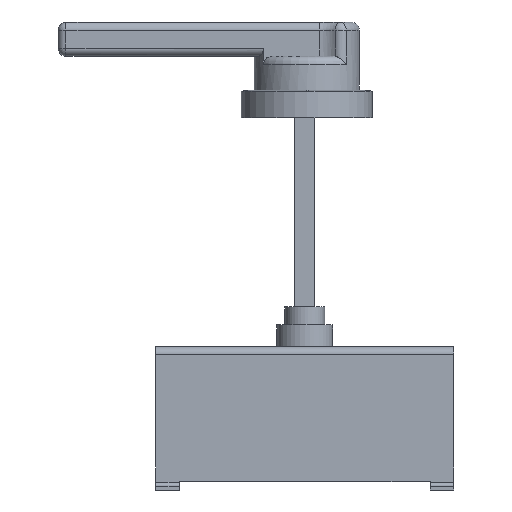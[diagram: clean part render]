
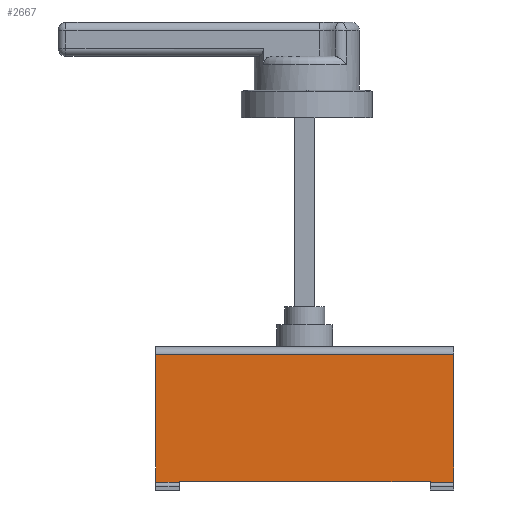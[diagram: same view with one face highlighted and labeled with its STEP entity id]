
A CAD part, front view. The second image highlights one B-rep face of the part: STEP entity #2667.
In plain terms, the highlighted planar face has unit normal (0, -1, 0).
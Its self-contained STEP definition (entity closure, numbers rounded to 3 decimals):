
#18 = CARTESIAN_POINT ( 'NONE',  ( 63., -93., 10.144 ) ) ;
#68 = DIRECTION ( 'NONE',  ( 0., 0., 1. ) ) ;
#132 = CARTESIAN_POINT ( 'NONE',  ( -63., -93., 10.144 ) ) ;
#170 = VECTOR ( 'NONE', #5597, 1000. ) ;
#175 = CARTESIAN_POINT ( 'NONE',  ( -75., -93., 78. ) ) ;
#263 = EDGE_LOOP ( 'NONE', ( #3728, #752, #1663, #5738, #3843, #3093, #4368, #5115 ) ) ;
#302 = VECTOR ( 'NONE', #620, 1000. ) ;
#469 = CARTESIAN_POINT ( 'NONE',  ( -75., -93., 10. ) ) ;
#492 = EDGE_CURVE ( 'NONE', #5113, #5386, #2774, .T. ) ;
#593 = CARTESIAN_POINT ( 'NONE',  ( -63., -93., 10. ) ) ;
#620 = DIRECTION ( 'NONE',  ( 0., 0., -1. ) ) ;
#752 = ORIENTED_EDGE ( 'NONE', *, *, #3927, .F. ) ;
#804 = CARTESIAN_POINT ( 'NONE',  ( -63., -93., 10.144 ) ) ;
#939 = CARTESIAN_POINT ( 'NONE',  ( -75., -93., 10. ) ) ;
#1184 = VECTOR ( 'NONE', #3181, 1000. ) ;
#1267 = LINE ( 'NONE', #469, #4534 ) ;
#1364 = CARTESIAN_POINT ( 'NONE',  ( 63., -93., 6. ) ) ;
#1586 = CARTESIAN_POINT ( 'NONE',  ( 75., -93., 78. ) ) ;
#1649 = DIRECTION ( 'NONE',  ( 0., 0., 1. ) ) ;
#1663 = ORIENTED_EDGE ( 'NONE', *, *, #2056, .F. ) ;
#1837 = CARTESIAN_POINT ( 'NONE',  ( -63., -93., 6. ) ) ;
#1869 = EDGE_CURVE ( 'NONE', #2220, #2289, #2595, .T. ) ;
#2020 = VECTOR ( 'NONE', #68, 1000. ) ;
#2046 = DIRECTION ( 'NONE',  ( 0., 1., 0. ) ) ;
#2056 = EDGE_CURVE ( 'NONE', #5386, #5641, #4967, .T. ) ;
#2151 = DIRECTION ( 'NONE',  ( 1., 0., 0. ) ) ;
#2210 = DIRECTION ( 'NONE',  ( 1., 0., 0. ) ) ;
#2220 = VERTEX_POINT ( 'NONE', #939 ) ;
#2289 = VERTEX_POINT ( 'NONE', #593 ) ;
#2413 = PLANE ( 'NONE',  #3794 ) ;
#2595 = LINE ( 'NONE', #5331, #5401 ) ;
#2611 = EDGE_CURVE ( 'NONE', #5113, #3370, #1267, .T. ) ;
#2646 = VERTEX_POINT ( 'NONE', #4086 ) ;
#2667 = ADVANCED_FACE ( 'NONE', ( #4896 ), #2413, .F. ) ;
#2774 = LINE ( 'NONE', #1364, #2020 ) ;
#2861 = LINE ( 'NONE', #3626, #5803 ) ;
#3093 = ORIENTED_EDGE ( 'NONE', *, *, #4351, .F. ) ;
#3181 = DIRECTION ( 'NONE',  ( 0., 0., -1. ) ) ;
#3370 = VERTEX_POINT ( 'NONE', #5082 ) ;
#3626 = CARTESIAN_POINT ( 'NONE',  ( -75., -93., 74. ) ) ;
#3728 = ORIENTED_EDGE ( 'NONE', *, *, #1869, .T. ) ;
#3794 = AXIS2_PLACEMENT_3D ( 'NONE', #4684, #2046, #1649 ) ;
#3843 = ORIENTED_EDGE ( 'NONE', *, *, #2611, .T. ) ;
#3927 = EDGE_CURVE ( 'NONE', #5641, #2289, #5661, .T. ) ;
#3945 = EDGE_CURVE ( 'NONE', #4186, #2646, #2861, .T. ) ;
#4086 = CARTESIAN_POINT ( 'NONE',  ( -75., -93., 74. ) ) ;
#4137 = LINE ( 'NONE', #1586, #170 ) ;
#4186 = VERTEX_POINT ( 'NONE', #4582 ) ;
#4351 = EDGE_CURVE ( 'NONE', #4186, #3370, #4137, .T. ) ;
#4368 = ORIENTED_EDGE ( 'NONE', *, *, #3945, .T. ) ;
#4494 = DIRECTION ( 'NONE',  ( -1., 0., 0. ) ) ;
#4534 = VECTOR ( 'NONE', #2210, 1000. ) ;
#4582 = CARTESIAN_POINT ( 'NONE',  ( 75., -93., 74. ) ) ;
#4684 = CARTESIAN_POINT ( 'NONE',  ( -75., -93., 78. ) ) ;
#4762 = DIRECTION ( 'NONE',  ( -1., 0., 0. ) ) ;
#4872 = CARTESIAN_POINT ( 'NONE',  ( 63., -93., 10. ) ) ;
#4896 = FACE_OUTER_BOUND ( 'NONE', #263, .T. ) ;
#4967 = LINE ( 'NONE', #132, #5539 ) ;
#5043 = LINE ( 'NONE', #175, #302 ) ;
#5082 = CARTESIAN_POINT ( 'NONE',  ( 75., -93., 10. ) ) ;
#5113 = VERTEX_POINT ( 'NONE', #4872 ) ;
#5115 = ORIENTED_EDGE ( 'NONE', *, *, #5278, .T. ) ;
#5278 = EDGE_CURVE ( 'NONE', #2646, #2220, #5043, .T. ) ;
#5331 = CARTESIAN_POINT ( 'NONE',  ( -75., -93., 10. ) ) ;
#5386 = VERTEX_POINT ( 'NONE', #18 ) ;
#5401 = VECTOR ( 'NONE', #2151, 1000. ) ;
#5539 = VECTOR ( 'NONE', #4762, 1000. ) ;
#5597 = DIRECTION ( 'NONE',  ( 0., 0., -1. ) ) ;
#5641 = VERTEX_POINT ( 'NONE', #804 ) ;
#5661 = LINE ( 'NONE', #1837, #1184 ) ;
#5738 = ORIENTED_EDGE ( 'NONE', *, *, #492, .F. ) ;
#5803 = VECTOR ( 'NONE', #4494, 1000. ) ;
